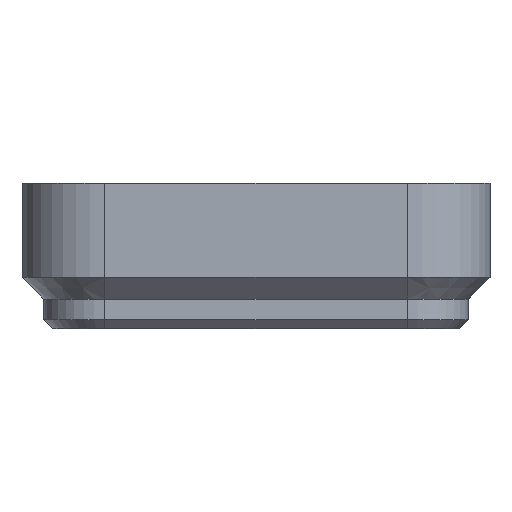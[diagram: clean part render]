
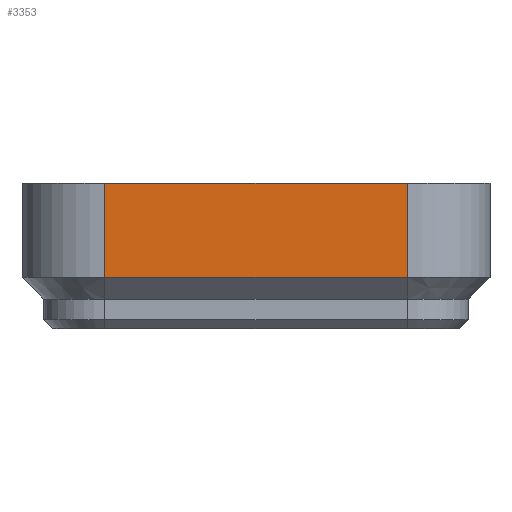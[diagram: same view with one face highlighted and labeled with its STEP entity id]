
A CAD part, front view. The second image highlights one B-rep face of the part: STEP entity #3353.
In plain terms, the highlighted planar face has unit normal (0, -1, 0).
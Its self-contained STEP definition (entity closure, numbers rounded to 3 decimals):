
#182=LINE('',#5227,#542);
#183=LINE('',#5233,#543);
#184=LINE('',#5236,#544);
#185=LINE('',#5237,#545);
#542=VECTOR('',#4099,1000.);
#543=VECTOR('',#4106,1000.);
#544=VECTOR('',#4107,1000.);
#545=VECTOR('',#4108,1000.);
#952=ORIENTED_EDGE('',*,*,#1949,.T.);
#953=ORIENTED_EDGE('',*,*,#1950,.T.);
#954=ORIENTED_EDGE('',*,*,#1946,.F.);
#955=ORIENTED_EDGE('',*,*,#1951,.T.);
#1946=EDGE_CURVE('',#2440,#2441,#182,.T.);
#1949=EDGE_CURVE('',#2442,#2443,#183,.T.);
#1950=EDGE_CURVE('',#2443,#2441,#184,.T.);
#1951=EDGE_CURVE('',#2440,#2442,#185,.T.);
#2440=VERTEX_POINT('',#5228);
#2441=VERTEX_POINT('',#5229);
#2442=VERTEX_POINT('',#5234);
#2443=VERTEX_POINT('',#5235);
#2798=EDGE_LOOP('',(#952,#953,#954,#955));
#3020=FACE_BOUND('',#2798,.T.);
#3238=PLANE('',#3624);
#3353=ADVANCED_FACE('',(#3020),#3238,.F.);
#3624=AXIS2_PLACEMENT_3D('',#5232,#4104,#4105);
#4099=DIRECTION('',(0.,0.,1.));
#4104=DIRECTION('',(0.,1.,0.));
#4105=DIRECTION('',(0.,0.,1.));
#4106=DIRECTION('',(0.,0.,1.));
#4107=DIRECTION('',(-1.,0.,0.));
#4108=DIRECTION('',(1.,0.,0.));
#5227=CARTESIAN_POINT('',(-13.25,-83.5,-1.));
#5228=CARTESIAN_POINT('',(-13.25,-83.5,-1.25));
#5229=CARTESIAN_POINT('',(-13.25,-83.5,7.));
#5232=CARTESIAN_POINT('',(0.,-83.5,-1.));
#5233=CARTESIAN_POINT('',(13.25,-83.5,-1.));
#5234=CARTESIAN_POINT('',(13.25,-83.5,-1.25));
#5235=CARTESIAN_POINT('',(13.25,-83.5,7.));
#5236=CARTESIAN_POINT('',(0.,-83.5,7.));
#5237=CARTESIAN_POINT('',(13.25,-83.5,-1.25));
